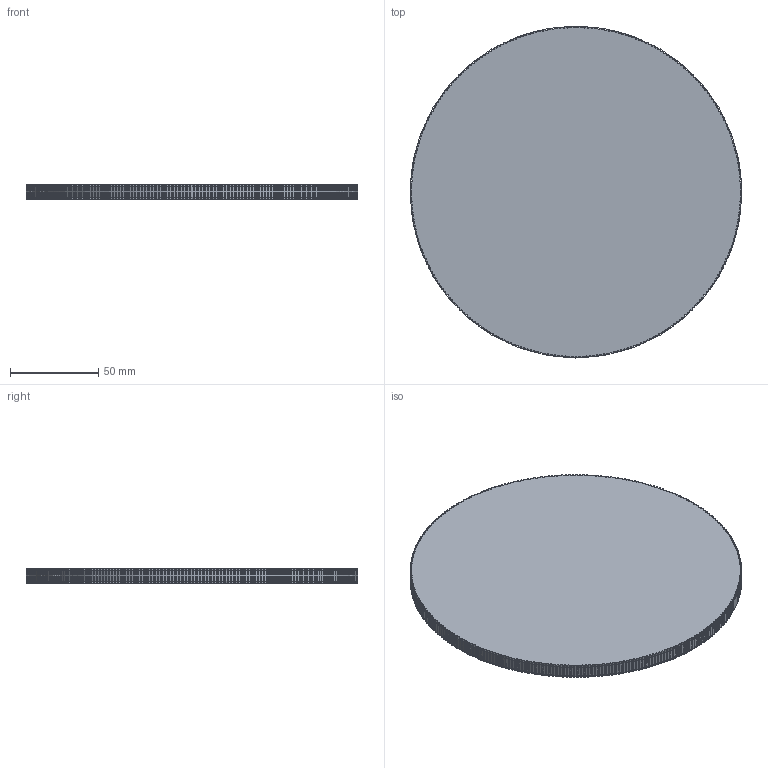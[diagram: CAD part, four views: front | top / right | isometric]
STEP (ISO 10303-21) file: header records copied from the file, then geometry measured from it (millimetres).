
FILE_DESCRIPTION('2;1');
FILE_NAME(/* name */ 'gt2_pulley_t295.stp',/* time_stamp */ '2022-07-26T12:42:35+09:00',/* author */ (''),/* organization */ (''),/* preprocessor_version */ '',/* originating_system */ '',/* authorisation */ '');
FILE_SCHEMA (('AP203_CONFIGURATION_CONTROLLED_3D_DESIGN_OF_MECHANICAL_PARTS_AND_ASSEMBLIES_MIM_LF { 1 0 10303 403 2 1 2}'));
Length unit declared in the file: millimetre
Products named in the file (1): gt2_pulley_t295
Bounding box: 187.8 x 187.8 x 8 mm (x, y, z)
Volume: 218686.8 mm3; surface area: 64873.6 mm2
Topology: 1 solids, 2 shells, 1183 faces, 3543 edges, 2362 vertices
Faces by surface type: cylinder 1181, plane 2
Full cylindrical faces by diameter (mm): 187.803 x1
Entity records: 41458 total; most frequent: DIRECTION 8272, CARTESIAN_POINT 7088, ORIENTED_EDGE 7082, AXIS2_PLACEMENT_3D 3546, EDGE_CURVE 3542, VERTEX_POINT 2362, CIRCLE 2362, EDGE_LOOP 1184
